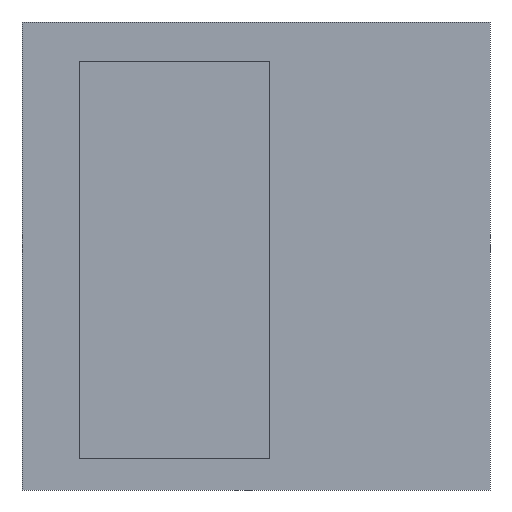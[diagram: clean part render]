
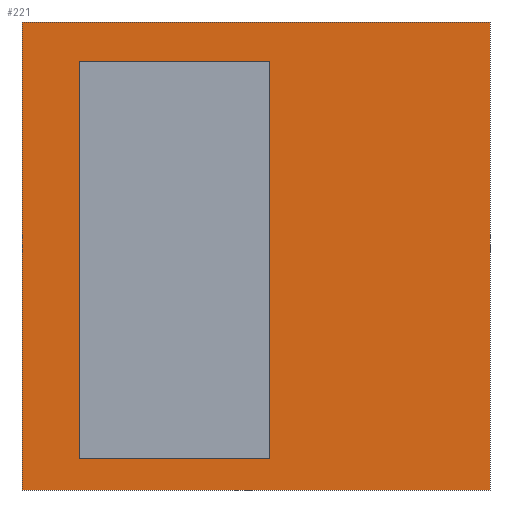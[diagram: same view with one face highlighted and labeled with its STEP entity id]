
A CAD part, front view. The second image highlights one B-rep face of the part: STEP entity #221.
In plain terms, the highlighted planar face has unit normal (0, -1, 0).
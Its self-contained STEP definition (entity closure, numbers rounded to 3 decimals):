
#16=FACE_BOUND('',#47,.T.);
#32=FACE_OUTER_BOUND('',#46,.T.);
#46=EDGE_LOOP('',(#189,#190,#191,#192));
#47=EDGE_LOOP('',(#193,#194,#195,#196));
#48=LINE('',#312,#73);
#52=LINE('',#320,#77);
#55=LINE('',#326,#80);
#58=LINE('',#331,#83);
#61=LINE('',#344,#86);
#65=LINE('',#352,#90);
#68=LINE('',#358,#93);
#71=LINE('',#363,#96);
#73=VECTOR('',#255,10.);
#77=VECTOR('',#261,10.);
#80=VECTOR('',#266,10.);
#83=VECTOR('',#271,10.);
#86=VECTOR('',#286,10.);
#90=VECTOR('',#292,10.);
#93=VECTOR('',#297,10.);
#96=VECTOR('',#302,10.);
#98=VERTEX_POINT('',#310);
#99=VERTEX_POINT('',#311);
#102=VERTEX_POINT('',#319);
#104=VERTEX_POINT('',#325);
#108=VERTEX_POINT('',#342);
#109=VERTEX_POINT('',#343);
#112=VERTEX_POINT('',#351);
#114=VERTEX_POINT('',#357);
#116=EDGE_CURVE('',#98,#99,#48,.T.);
#120=EDGE_CURVE('',#99,#102,#52,.T.);
#123=EDGE_CURVE('',#102,#104,#55,.T.);
#126=EDGE_CURVE('',#104,#98,#58,.T.);
#131=EDGE_CURVE('',#108,#109,#61,.T.);
#135=EDGE_CURVE('',#112,#108,#65,.T.);
#138=EDGE_CURVE('',#114,#112,#68,.T.);
#141=EDGE_CURVE('',#109,#114,#71,.T.);
#189=ORIENTED_EDGE('',*,*,#141,.F.);
#190=ORIENTED_EDGE('',*,*,#131,.F.);
#191=ORIENTED_EDGE('',*,*,#135,.F.);
#192=ORIENTED_EDGE('',*,*,#138,.F.);
#193=ORIENTED_EDGE('',*,*,#116,.T.);
#194=ORIENTED_EDGE('',*,*,#120,.T.);
#195=ORIENTED_EDGE('',*,*,#123,.T.);
#196=ORIENTED_EDGE('',*,*,#126,.T.);
#208=PLANE('',#250);
#221=ADVANCED_FACE('',(#32,#16),#208,.F.);
#250=AXIS2_PLACEMENT_3D('',#366,#306,#307);
#255=DIRECTION('',(0.,0.,1.));
#261=DIRECTION('',(1.,0.,0.));
#266=DIRECTION('',(0.,0.,-1.));
#271=DIRECTION('',(-1.,0.,0.));
#286=DIRECTION('',(-1.,0.,0.));
#292=DIRECTION('',(0.,0.,-1.));
#297=DIRECTION('',(1.,0.,0.));
#302=DIRECTION('',(0.,0.,1.));
#306=DIRECTION('center_axis',(0.,1.,0.));
#307=DIRECTION('ref_axis',(1.,0.,0.));
#310=CARTESIAN_POINT('',(1.285,0.,-9.799));
#311=CARTESIAN_POINT('',(1.285,0.,-0.88));
#312=CARTESIAN_POINT('',(1.285,0.,-3.065));
#319=CARTESIAN_POINT('',(5.55,0.,-0.88));
#320=CARTESIAN_POINT('',(5.4,0.,-0.88));
#325=CARTESIAN_POINT('',(5.55,0.,-9.799));
#326=CARTESIAN_POINT('',(5.55,0.,-7.524));
#331=CARTESIAN_POINT('',(3.267,0.,-9.799));
#342=CARTESIAN_POINT('',(10.5,0.,-10.5));
#343=CARTESIAN_POINT('',(0.,0.,-10.5));
#344=CARTESIAN_POINT('',(10.5,0.,-10.5));
#351=CARTESIAN_POINT('',(10.5,0.,0.));
#352=CARTESIAN_POINT('',(10.5,0.,0.));
#357=CARTESIAN_POINT('',(0.,0.,0.));
#358=CARTESIAN_POINT('',(0.,0.,0.));
#363=CARTESIAN_POINT('',(0.,0.,-10.5));
#366=CARTESIAN_POINT('Origin',(5.25,0.,-5.25));
